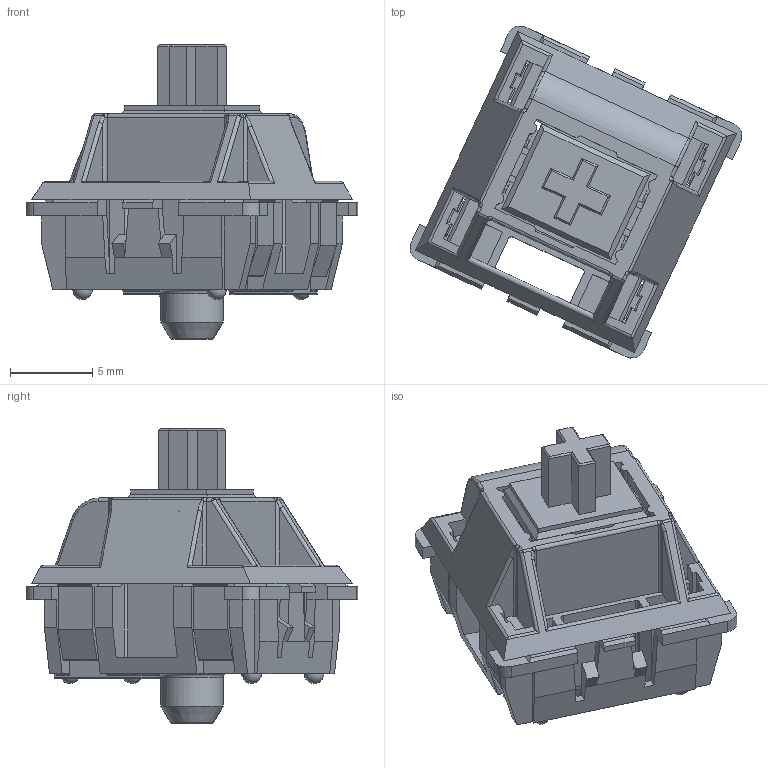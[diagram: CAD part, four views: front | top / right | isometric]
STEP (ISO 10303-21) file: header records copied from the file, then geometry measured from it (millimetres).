
FILE_DESCRIPTION(('HOOPS Exchange Step'),'2;1');
FILE_NAME('temp_export','2024-12-19T04:21:34+01:00',('juanj'),('Shapr3D Limited'),'HOOPS Exchange 2024.6','Shapr3D','Authorized');
FILE_SCHEMA( ('AP242_MANAGED_MODEL_BASED_3D_ENGINEERING_MIM_LF {1 0 10303 442 1 1 4 }') );
Length unit declared in the file: millimetre
Products named in the file (2): MX (4); Switches
Assembly tree (1 placements, depth 2):
  Switches
    MX (4)
Bounding box: 20.2 x 20.2 x 17.9 mm (x, y, z)
Volume: 898.9 mm3; surface area: 2653.6 mm2
Topology: 3 solids, 3 shells, 579 faces, 1571 edges, 1003 vertices
Faces by surface type: plane 399, cylinder 134, torus 16, sphere 16, bspline 10, cone 4
Full cylindrical faces by diameter (mm): 1.2 x1, 1.6 x3, 2 x1, 2.6 x1, 3.2 x1, 3.8 x1, 4.8 x1
Entity records: 18590 total; most frequent: CARTESIAN_POINT 3898, ORIENTED_EDGE 3134, DIRECTION 2931, EDGE_CURVE 1567, VECTOR 1219, LINE 1219, VERTEX_POINT 1003, AXIS2_PLACEMENT_3D 856
